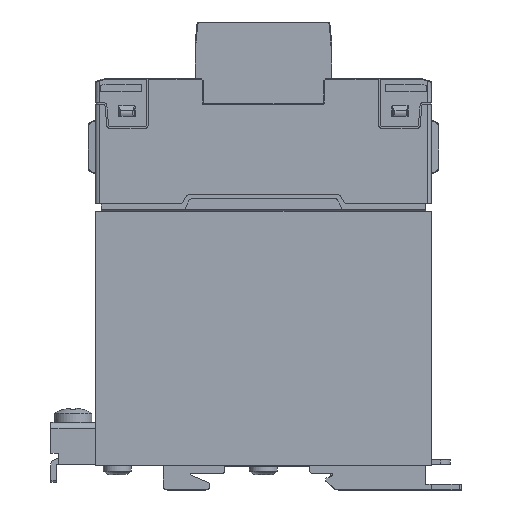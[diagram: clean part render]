
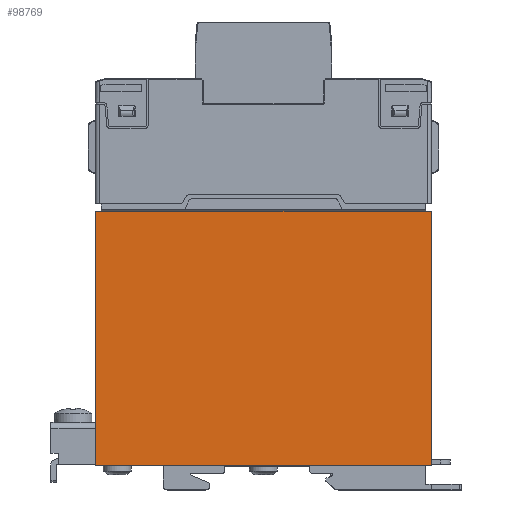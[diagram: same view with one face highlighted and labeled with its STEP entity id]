
A CAD part, left-side view. The second image highlights one B-rep face of the part: STEP entity #98769.
In plain terms, the highlighted planar face has unit normal (-1, 0, 0).
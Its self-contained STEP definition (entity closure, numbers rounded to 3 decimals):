
#94883=CARTESIAN_POINT('',(-35.65,-45.,70.2));
#94884=VERTEX_POINT('',#94883);
#94891=CARTESIAN_POINT('',(-35.65,-45.,2.1));
#94892=VERTEX_POINT('',#94891);
#94893=CARTESIAN_POINT('',(-35.65,-45.,70.2));
#94894=DIRECTION('',(0.0,0.0,-1.0));
#94895=VECTOR('',#94894,68.1);
#94896=LINE('',#94893,#94895);
#94897=EDGE_CURVE('',#94884,#94892,#94896,.T.);
#98739=CARTESIAN_POINT('',(-35.65,-45.,70.2));
#98740=DIRECTION('',(-1.0,0.0,0.0));
#98741=DIRECTION('',(0.0,0.0,1.0));
#98742=AXIS2_PLACEMENT_3D('',#98739,#98740,#98741);
#98743=PLANE('',#98742);
#98744=ORIENTED_EDGE('',*,*,#94897,.F.);
#98745=CARTESIAN_POINT('',(-35.65,45.,70.2));
#98746=VERTEX_POINT('',#98745);
#98747=CARTESIAN_POINT('',(-35.65,-45.,70.2));
#98748=DIRECTION('',(0.0,1.0,0.0));
#98749=VECTOR('',#98748,90.);
#98750=LINE('',#98747,#98749);
#98751=EDGE_CURVE('',#94884,#98746,#98750,.T.);
#98752=ORIENTED_EDGE('',*,*,#98751,.T.);
#98753=CARTESIAN_POINT('',(-35.65,45.,2.1));
#98754=VERTEX_POINT('',#98753);
#98755=CARTESIAN_POINT('',(-35.65,45.,70.2));
#98756=DIRECTION('',(0.0,0.0,-1.0));
#98757=VECTOR('',#98756,68.1);
#98758=LINE('',#98755,#98757);
#98759=EDGE_CURVE('',#98746,#98754,#98758,.T.);
#98760=ORIENTED_EDGE('',*,*,#98759,.T.);
#98761=CARTESIAN_POINT('',(-35.65,-45.,2.1));
#98762=DIRECTION('',(0.0,1.0,0.0));
#98763=VECTOR('',#98762,90.);
#98764=LINE('',#98761,#98763);
#98765=EDGE_CURVE('',#98754,#94892,#98764,.F.);
#98766=ORIENTED_EDGE('',*,*,#98765,.T.);
#98767=EDGE_LOOP('',(#98744,#98752,#98760,#98766));
#98768=FACE_OUTER_BOUND('',#98767,.T.);
#98769=ADVANCED_FACE('',(#98768),#98743,.T.);
